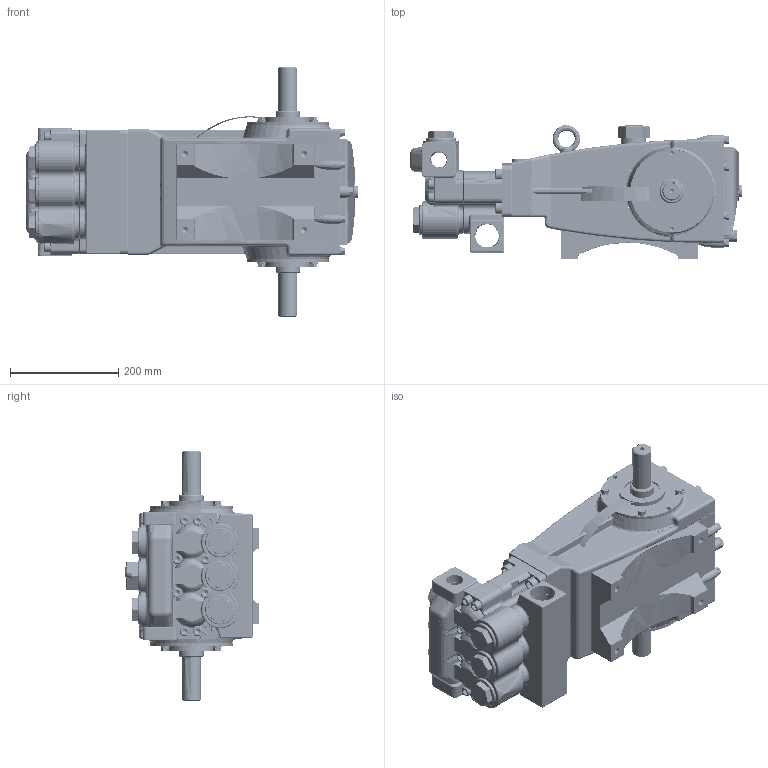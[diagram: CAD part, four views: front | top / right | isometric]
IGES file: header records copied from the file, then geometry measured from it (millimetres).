
Start section: SolidWorks IGES file using analytic representation for surfaces
Global section: file name: 3527.IGS; native system: SolidWorks 2006 by SolidWorks Corporation; preprocessor: SolidWorks 2006 by SolidWorks Corporation; author: sal; date: 060505.152739; units: inch
Bounding box: 612.64 x 247.5 x 459.99 mm (x, y, z)
Surface area: 1248529 mm2 (no closed solid volume)
Topology: 0 solids, 0 shells, 2072 faces, 33027 edges, 32939 vertices
Faces by surface type: bspline 1213, revolution 859
